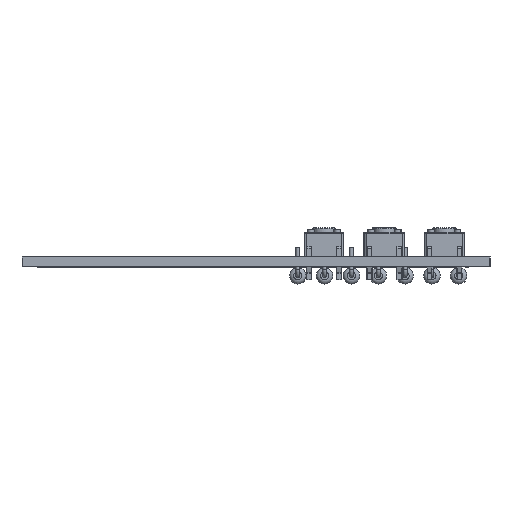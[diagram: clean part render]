
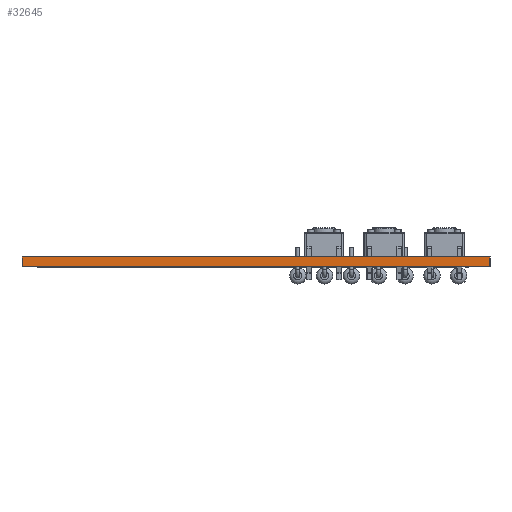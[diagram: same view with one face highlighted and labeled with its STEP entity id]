
A CAD part, left-side view. The second image highlights one B-rep face of the part: STEP entity #32645.
In plain terms, the highlighted planar face has unit normal (-1, 0, 0).
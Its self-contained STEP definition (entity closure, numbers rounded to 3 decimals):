
#32589 = VERTEX_POINT('',#32590);
#32590 = CARTESIAN_POINT('',(88.38,-126.26,1.51));
#32596 = EDGE_CURVE('',#32597,#32589,#32599,.T.);
#32597 = VERTEX_POINT('',#32598);
#32598 = CARTESIAN_POINT('',(88.38,-126.26,0.));
#32599 = LINE('',#32600,#32601);
#32600 = CARTESIAN_POINT('',(88.38,-126.26,0.));
#32601 = VECTOR('',#32602,1.);
#32602 = DIRECTION('',(0.,0.,1.));
#32645 = ADVANCED_FACE('',(#32646),#32671,.T.);
#32646 = FACE_BOUND('',#32647,.T.);
#32647 = EDGE_LOOP('',(#32648,#32649,#32657,#32665));
#32648 = ORIENTED_EDGE('',*,*,#32596,.T.);
#32649 = ORIENTED_EDGE('',*,*,#32650,.T.);
#32650 = EDGE_CURVE('',#32589,#32651,#32653,.T.);
#32651 = VERTEX_POINT('',#32652);
#32652 = CARTESIAN_POINT('',(88.38,-55.58,1.51));
#32653 = LINE('',#32654,#32655);
#32654 = CARTESIAN_POINT('',(88.38,-126.26,1.51));
#32655 = VECTOR('',#32656,1.);
#32656 = DIRECTION('',(0.,1.,0.));
#32657 = ORIENTED_EDGE('',*,*,#32658,.F.);
#32658 = EDGE_CURVE('',#32659,#32651,#32661,.T.);
#32659 = VERTEX_POINT('',#32660);
#32660 = CARTESIAN_POINT('',(88.38,-55.58,0.));
#32661 = LINE('',#32662,#32663);
#32662 = CARTESIAN_POINT('',(88.38,-55.58,0.));
#32663 = VECTOR('',#32664,1.);
#32664 = DIRECTION('',(0.,0.,1.));
#32665 = ORIENTED_EDGE('',*,*,#32666,.F.);
#32666 = EDGE_CURVE('',#32597,#32659,#32667,.T.);
#32667 = LINE('',#32668,#32669);
#32668 = CARTESIAN_POINT('',(88.38,-126.26,0.));
#32669 = VECTOR('',#32670,1.);
#32670 = DIRECTION('',(0.,1.,0.));
#32671 = PLANE('',#32672);
#32672 = AXIS2_PLACEMENT_3D('',#32673,#32674,#32675);
#32673 = CARTESIAN_POINT('',(88.38,-126.26,0.));
#32674 = DIRECTION('',(-1.,0.,0.));
#32675 = DIRECTION('',(0.,1.,0.));
